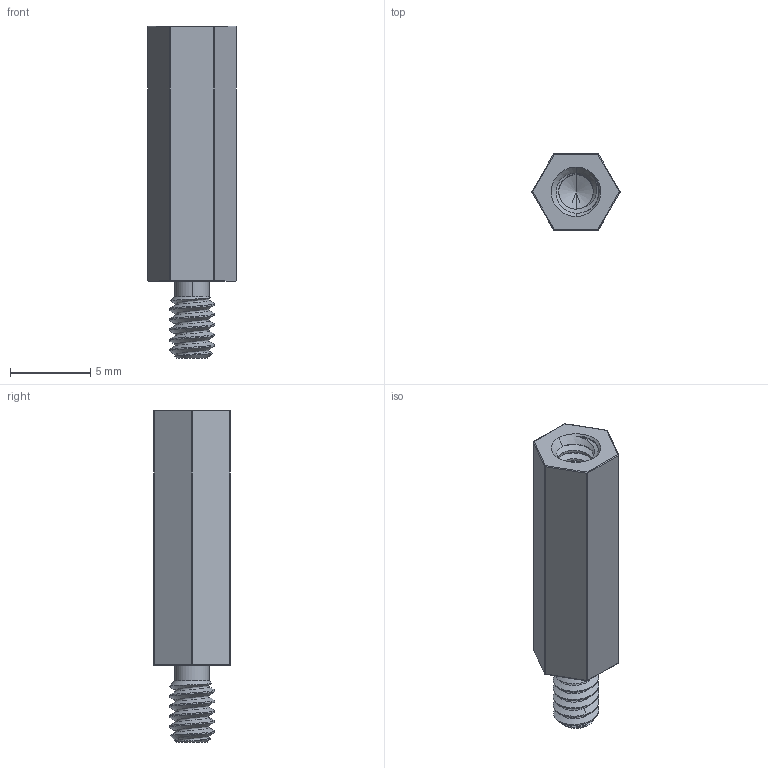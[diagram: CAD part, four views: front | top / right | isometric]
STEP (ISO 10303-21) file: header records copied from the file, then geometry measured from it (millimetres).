
FILE_DESCRIPTION(('FreeCAD Model'),'2;1');
FILE_NAME('MALE_FEMALE_STANDOFF001.step', '2021-02-23T12:55:58',('kicad StepUp'),('ksu MCAD'), 'Open CASCADE STEP processor 7.3','FreeCAD','Unknown');
FILE_SCHEMA(('AUTOMOTIVE_DESIGN { 1 0 10303 214 1 1 1 1 }'));
Length unit declared in the file: millimetre
Products named in the file (1): MALE_FEMALE_STANDOFF001
Bounding box: 5.48 x 4.76 x 20.64 mm (x, y, z)
Volume: 298.5 mm3; surface area: 438.2 mm2
Topology: 1 solids, 1 shells, 95 faces, 227 edges, 135 vertices
Faces by surface type: cylinder 49, bspline 17, sphere 12, plane 10, cone 7
Entity records: 7097 total; most frequent: CARTESIAN_POINT 5099, ORIENTED_EDGE 450, DIRECTION 342, EDGE_CURVE 225, VERTEX_POINT 135, AXIS2_PLACEMENT_3D 132, FACE_BOUND 98, EDGE_LOOP 98
